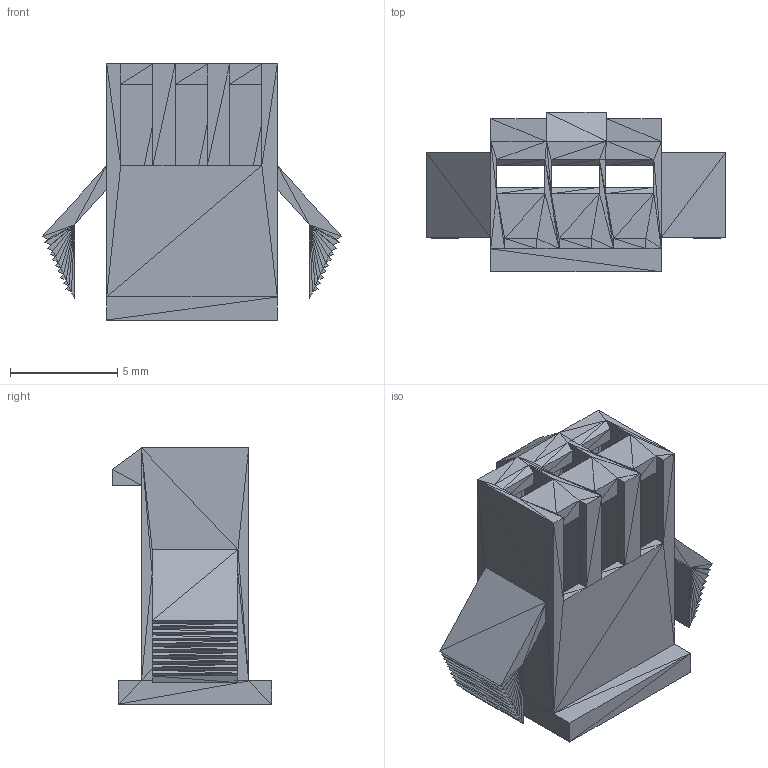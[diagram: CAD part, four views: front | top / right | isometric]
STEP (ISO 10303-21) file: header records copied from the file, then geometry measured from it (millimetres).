
FILE_DESCRIPTION (( 'STEP AP203' ), '1' );
FILE_NAME ('jst_sm2_54_3-pin_male.STEP', '2020-12-09T19:12:04', ( '' ), ( '' ), 'SwSTEP 2.0', 'SolidWorks 2018', '' );
FILE_SCHEMA (( 'CONFIG_CONTROL_DESIGN' ));
Length unit declared in the file: millimetre
Products named in the file (1): jst_sm2_54_3-pin_male
Bounding box: 13.98 x 7.43 x 11.95 mm (x, y, z)
Volume: 222 mm3; surface area: 961.3 mm2
Topology: 1 solids, 1 shells, 452 faces, 680 edges, 218 vertices
Faces by surface type: plane 452
Entity records: 8897 total; most frequent: DIRECTION 1586, ORIENTED_EDGE 1360, CARTESIAN_POINT 1351, VECTOR 680, EDGE_CURVE 680, LINE 680, AXIS2_PLACEMENT_3D 453, PLANE 452
